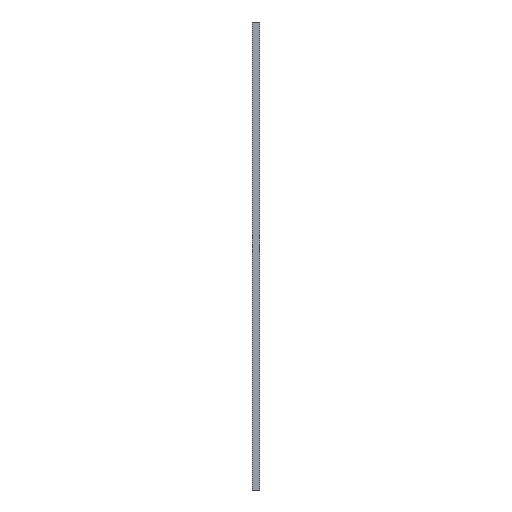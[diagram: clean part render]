
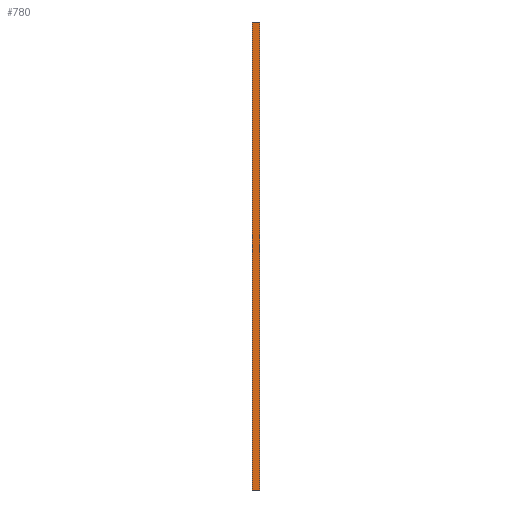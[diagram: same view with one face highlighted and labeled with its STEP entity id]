
A CAD part, left-side view. The second image highlights one B-rep face of the part: STEP entity #780.
In plain terms, the highlighted planar face has unit normal (-1, 0, 0).
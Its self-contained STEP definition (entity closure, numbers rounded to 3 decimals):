
#29 = CARTESIAN_POINT ( 'NONE',  ( -278.5, 5., -150. ) ) ;
#47 = DIRECTION ( 'NONE',  ( 0., 0., 1. ) ) ;
#125 = EDGE_LOOP ( 'NONE', ( #1065, #667, #401, #145 ) ) ;
#145 = ORIENTED_EDGE ( 'NONE', *, *, #582, .T. ) ;
#149 = VECTOR ( 'NONE', #991, 1000. ) ;
#171 = AXIS2_PLACEMENT_3D ( 'NONE', #29, #1173, #1300 ) ;
#247 = LINE ( 'NONE', #262, #577 ) ;
#262 = CARTESIAN_POINT ( 'NONE',  ( -278.5, 5., -150. ) ) ;
#345 = VERTEX_POINT ( 'NONE', #1056 ) ;
#400 = EDGE_CURVE ( 'NONE', #345, #1257, #247, .T. ) ;
#401 = ORIENTED_EDGE ( 'NONE', *, *, #400, .F. ) ;
#540 = FACE_OUTER_BOUND ( 'NONE', #125, .T. ) ;
#577 = VECTOR ( 'NONE', #47, 1000. ) ;
#582 = EDGE_CURVE ( 'NONE', #345, #812, #1126, .T. ) ;
#587 = CARTESIAN_POINT ( 'NONE',  ( -278.5, 0., 150. ) ) ;
#618 = LINE ( 'NONE', #1136, #1073 ) ;
#667 = ORIENTED_EDGE ( 'NONE', *, *, #1024, .F. ) ;
#780 = ADVANCED_FACE ( 'NONE', ( #540 ), #958, .F. ) ;
#812 = VERTEX_POINT ( 'NONE', #1205 ) ;
#825 = VERTEX_POINT ( 'NONE', #587 ) ;
#836 = DIRECTION ( 'NONE',  ( 0., -1., 0. ) ) ;
#852 = CARTESIAN_POINT ( 'NONE',  ( -278.5, 5., 150. ) ) ;
#931 = DIRECTION ( 'NONE',  ( 0., -1., 0. ) ) ;
#958 = PLANE ( 'NONE',  #171 ) ;
#991 = DIRECTION ( 'NONE',  ( 0., 0., 1. ) ) ;
#1024 = EDGE_CURVE ( 'NONE', #1257, #825, #618, .T. ) ;
#1056 = CARTESIAN_POINT ( 'NONE',  ( -278.5, 5., -150. ) ) ;
#1065 = ORIENTED_EDGE ( 'NONE', *, *, #1338, .T. ) ;
#1073 = VECTOR ( 'NONE', #836, 1000. ) ;
#1095 = LINE ( 'NONE', #1209, #149 ) ;
#1126 = LINE ( 'NONE', #1150, #1312 ) ;
#1136 = CARTESIAN_POINT ( 'NONE',  ( -278.5, 5., 150. ) ) ;
#1150 = CARTESIAN_POINT ( 'NONE',  ( -278.5, 5., -150. ) ) ;
#1173 = DIRECTION ( 'NONE',  ( 1., 0., 0. ) ) ;
#1205 = CARTESIAN_POINT ( 'NONE',  ( -278.5, 0., -150. ) ) ;
#1209 = CARTESIAN_POINT ( 'NONE',  ( -278.5, 0., -150. ) ) ;
#1257 = VERTEX_POINT ( 'NONE', #852 ) ;
#1300 = DIRECTION ( 'NONE',  ( 0., 0., -1. ) ) ;
#1312 = VECTOR ( 'NONE', #931, 1000. ) ;
#1338 = EDGE_CURVE ( 'NONE', #812, #825, #1095, .T. ) ;
